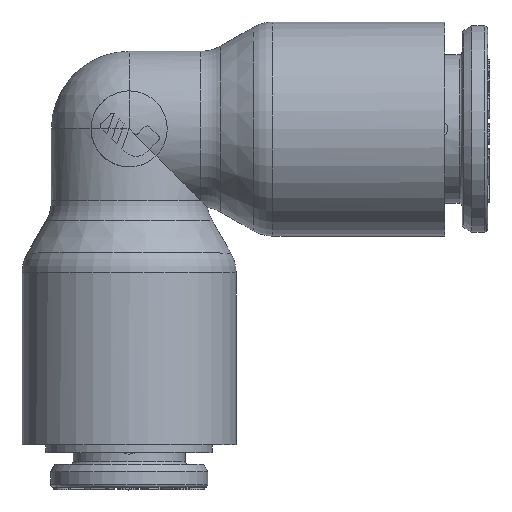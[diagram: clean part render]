
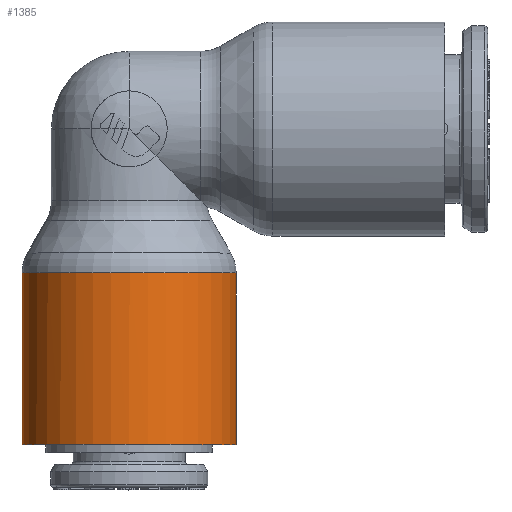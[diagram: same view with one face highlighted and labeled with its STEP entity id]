
A CAD part, top view. The second image highlights one B-rep face of the part: STEP entity #1385.
In plain terms, the highlighted cylindrical face has radius 6.75 mm (diameter 13.5 mm), a partial arc.
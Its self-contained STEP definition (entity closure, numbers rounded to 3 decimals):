
#1385=ADVANCED_FACE('',(#3849),#3850,.T.);
#3849=FACE_OUTER_BOUND('',#9484,.T.);
#3850=CYLINDRICAL_SURFACE('',#9485,6.75);
#9484=EDGE_LOOP('',(#18909,#18910,#18911,#18912,#18913));
#9485=AXIS2_PLACEMENT_3D('',#18914,#18915,#18916);
#18909=ORIENTED_EDGE('',*,*,#22805,.T.);
#18910=ORIENTED_EDGE('',*,*,#22806,.T.);
#18911=ORIENTED_EDGE('',*,*,#22803,.F.);
#18912=ORIENTED_EDGE('',*,*,#22807,.T.);
#18913=ORIENTED_EDGE('',*,*,#22678,.T.);
#18914=CARTESIAN_POINT('',(0.0,-21.14,0.0));
#18915=DIRECTION('',(0.0,-1.0,0.0));
#18916=DIRECTION('',(1.0,0.0,0.0));
#22678=EDGE_CURVE('',#27864,#27868,#27870,.T.);
#22803=EDGE_CURVE('',#27876,#28072,#28073,.T.);
#22805=EDGE_CURVE('',#27868,#28074,#28076,.T.);
#22806=EDGE_CURVE('',#28074,#28072,#28077,.T.);
#22807=EDGE_CURVE('',#27876,#27864,#28078,.T.);
#27864=VERTEX_POINT('',#37134);
#27868=VERTEX_POINT('',#37138);
#27870=CIRCLE('',#37140,6.75);
#27876=VERTEX_POINT('',#37146);
#28072=VERTEX_POINT('',#37733);
#28073=LINE('',#37734,#37735);
#28074=VERTEX_POINT('',#37736);
#28076=LINE('',#37738,#37739);
#28077=CIRCLE('',#37740,6.75);
#28078=CIRCLE('',#37741,6.75);
#37134=CARTESIAN_POINT('',(-6.75,-9.07,0.059));
#37138=CARTESIAN_POINT('',(-6.75,-9.07,0.0));
#37140=AXIS2_PLACEMENT_3D('',#42105,#42106,#42107);
#37146=CARTESIAN_POINT('',(6.75,-9.07,0.0));
#37733=CARTESIAN_POINT('',(6.75,-19.9,0.0));
#37734=CARTESIAN_POINT('',(6.75,-9.07,0.));
#37735=VECTOR('',#42253,10.83);
#37736=CARTESIAN_POINT('',(-6.75,-19.9,0.0));
#37738=CARTESIAN_POINT('',(-6.75,-9.07,0.));
#37739=VECTOR('',#42257,10.83);
#37740=AXIS2_PLACEMENT_3D('',#42258,#42259,#42260);
#37741=AXIS2_PLACEMENT_3D('',#42261,#42262,#42263);
#42105=CARTESIAN_POINT('',(0.0,-9.07,0.0));
#42106=DIRECTION('',(0.0,-1.0,0.0));
#42107=DIRECTION('',(1.0,0.0,0.0));
#42253=DIRECTION('',(0.0,-1.0,0.));
#42257=DIRECTION('',(0.0,-1.0,0.));
#42258=CARTESIAN_POINT('',(0.0,-19.9,0.0));
#42259=DIRECTION('',(0.0,1.0,0.0));
#42260=DIRECTION('',(-1.0,0.0,0.0));
#42261=CARTESIAN_POINT('',(0.0,-9.07,0.0));
#42262=DIRECTION('',(0.0,-1.0,0.0));
#42263=DIRECTION('',(1.0,0.0,0.0));
